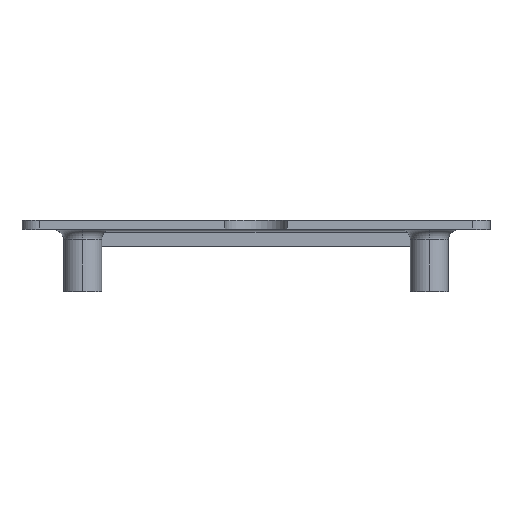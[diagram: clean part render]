
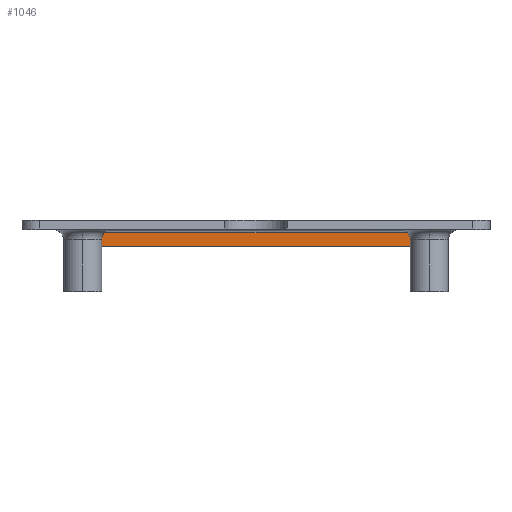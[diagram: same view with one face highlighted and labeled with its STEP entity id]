
A CAD part, top view. The second image highlights one B-rep face of the part: STEP entity #1046.
In plain terms, the highlighted planar face has unit normal (0, 0, 1).
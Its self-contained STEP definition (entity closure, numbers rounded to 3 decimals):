
#3 = FACE_OUTER_BOUND ( 'NONE', #655, .T. ) ;
#19 = CARTESIAN_POINT ( 'NONE',  ( 46.086, -5., 23. ) ) ;
#191 = LINE ( 'NONE', #1985, #2284 ) ;
#212 = ORIENTED_EDGE ( 'NONE', *, *, #304, .T. ) ;
#219 = DIRECTION ( 'NONE',  ( -1., 0., 0. ) ) ;
#249 = VECTOR ( 'NONE', #1141, 1000. ) ;
#257 = VERTEX_POINT ( 'NONE', #19 ) ;
#304 = EDGE_CURVE ( 'NONE', #257, #827, #2060, .T. ) ;
#336 = DIRECTION ( 'NONE',  ( 0.707, 0.707, 0. ) ) ;
#360 = DIRECTION ( 'NONE',  ( 0., 0., -1. ) ) ;
#415 = EDGE_CURVE ( 'NONE', #1349, #2463, #1272, .T. ) ;
#536 = ORIENTED_EDGE ( 'NONE', *, *, #1652, .T. ) ;
#633 = CARTESIAN_POINT ( 'NONE',  ( -46.086, -4., 23. ) ) ;
#655 = EDGE_LOOP ( 'NONE', ( #662, #536, #1449, #212, #2031, #1022 ) ) ;
#659 = CARTESIAN_POINT ( 'NONE',  ( -46.086, -5., 23. ) ) ;
#662 = ORIENTED_EDGE ( 'NONE', *, *, #415, .T. ) ;
#686 = LINE ( 'NONE', #2073, #1687 ) ;
#759 = DIRECTION ( 'NONE',  ( -1., 0., 0. ) ) ;
#772 = DIRECTION ( 'NONE',  ( 0., 0., 1. ) ) ;
#779 = CARTESIAN_POINT ( 'NONE',  ( -51.5, -5., 23. ) ) ;
#827 = VERTEX_POINT ( 'NONE', #2015 ) ;
#938 = CIRCLE ( 'NONE', #1770, 1. ) ;
#1001 = DIRECTION ( 'NONE',  ( -1., 0., 0. ) ) ;
#1022 = ORIENTED_EDGE ( 'NONE', *, *, #1786, .T. ) ;
#1038 = VERTEX_POINT ( 'NONE', #1361 ) ;
#1046 = ADVANCED_FACE ( 'NONE', ( #3 ), #1399, .F. ) ;
#1096 = LINE ( 'NONE', #2098, #1106 ) ;
#1106 = VECTOR ( 'NONE', #336, 1000. ) ;
#1141 = DIRECTION ( 'NONE',  ( 0.707, -0.707, 0. ) ) ;
#1157 = AXIS2_PLACEMENT_3D ( 'NONE', #1766, #772, #759 ) ;
#1272 = LINE ( 'NONE', #1533, #249 ) ;
#1349 = VERTEX_POINT ( 'NONE', #2495 ) ;
#1361 = CARTESIAN_POINT ( 'NONE',  ( 50.5, -1., 23. ) ) ;
#1399 = PLANE ( 'NONE',  #2548 ) ;
#1417 = EDGE_CURVE ( 'NONE', #827, #1038, #1096, .T. ) ;
#1436 = DIRECTION ( 'NONE',  ( 0., 0., 1. ) ) ;
#1449 = ORIENTED_EDGE ( 'NONE', *, *, #2273, .F. ) ;
#1465 = CARTESIAN_POINT ( 'NONE',  ( -46.793, -4.707, 23. ) ) ;
#1489 = DIRECTION ( 'NONE',  ( -1., 0., 0. ) ) ;
#1533 = CARTESIAN_POINT ( 'NONE',  ( -46.5, -5., 23. ) ) ;
#1652 = EDGE_CURVE ( 'NONE', #2463, #1700, #938, .T. ) ;
#1687 = VECTOR ( 'NONE', #1489, 1000. ) ;
#1700 = VERTEX_POINT ( 'NONE', #659 ) ;
#1766 = CARTESIAN_POINT ( 'NONE',  ( 46.086, -4., 23. ) ) ;
#1770 = AXIS2_PLACEMENT_3D ( 'NONE', #633, #1436, #1001 ) ;
#1786 = EDGE_CURVE ( 'NONE', #1038, #1349, #686, .T. ) ;
#1937 = DIRECTION ( 'NONE',  ( -1., 0., 0. ) ) ;
#1985 = CARTESIAN_POINT ( 'NONE',  ( -51.5, -5., 23. ) ) ;
#2015 = CARTESIAN_POINT ( 'NONE',  ( 46.793, -4.707, 23. ) ) ;
#2031 = ORIENTED_EDGE ( 'NONE', *, *, #1417, .T. ) ;
#2060 = CIRCLE ( 'NONE', #1157, 1. ) ;
#2073 = CARTESIAN_POINT ( 'NONE',  ( -51.5, -1., 23. ) ) ;
#2098 = CARTESIAN_POINT ( 'NONE',  ( 46.5, -5., 23. ) ) ;
#2273 = EDGE_CURVE ( 'NONE', #257, #1700, #191, .T. ) ;
#2284 = VECTOR ( 'NONE', #1937, 1000. ) ;
#2463 = VERTEX_POINT ( 'NONE', #1465 ) ;
#2495 = CARTESIAN_POINT ( 'NONE',  ( -50.5, -1., 23. ) ) ;
#2548 = AXIS2_PLACEMENT_3D ( 'NONE', #779, #360, #219 ) ;
